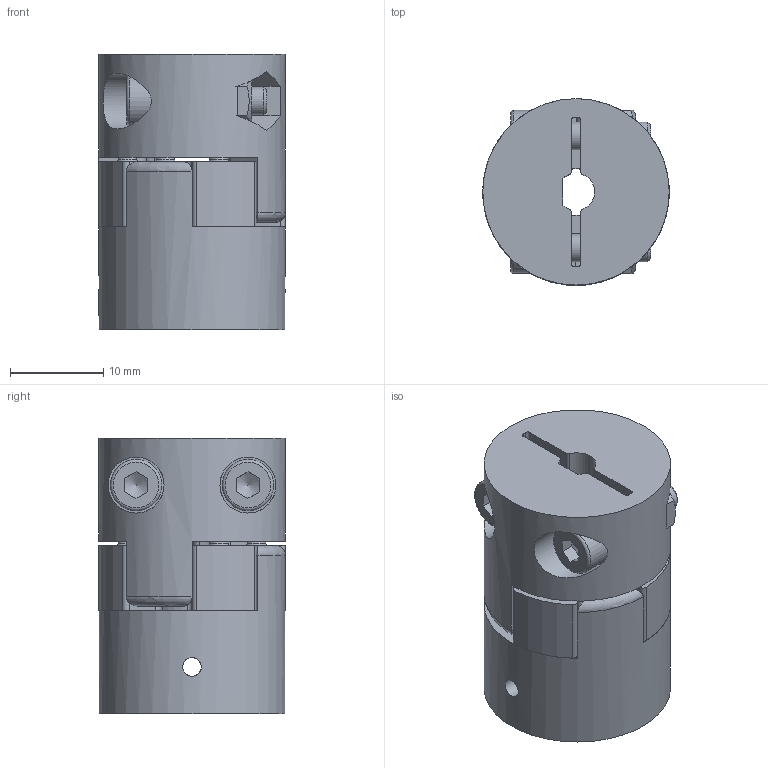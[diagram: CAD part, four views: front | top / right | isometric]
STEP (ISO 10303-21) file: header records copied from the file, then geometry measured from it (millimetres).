
FILE_DESCRIPTION(/* description */ (''),/* implementation_level */ '2;1');
FILE_NAME(/* name */ 'Spojka motora MRP-02-00.stp',/* time_stamp */ '2022-09-18T22:18:36+02:00',/* author */ ('Luka'),/* organization */ (''),/* preprocessor_version */ 'ST-DEVELOPER v18',/* originating_system */ 'Autodesk Inventor 2020',/* authorisation */ '');
FILE_SCHEMA (('AUTOMOTIVE_DESIGN { 1 0 10303 214 3 1 1 }'));
Length unit declared in the file: millimetre
Products named in the file (6): Spojka_kanđa; Spojka motora_4; Spojka motora_8_rev2; Kriz; DIN 555-5 - M3; DIN 912 - M3 x 12
Assembly tree (7 placements, depth 2):
  Spojka_kanđa
    Spojka motora_4
    Spojka motora_8_rev2
    Kriz
    DIN 555-5 - M3  x2
    DIN 912 - M3 x 12  x2
Bounding box: 20 x 20 x 29.5 mm (x, y, z)
Volume: 7959.4 mm3; surface area: 5778 mm2
Topology: 7 solids, 7 shells, 200 faces, 523 edges, 343 vertices
Faces by surface type: plane 87, cylinder 73, torus 16, cone 12, bspline 8, sphere 4
Full cylindrical faces by diameter (mm): 2 x2, 2.459 x2, 3 x2, 3.4 x4, 5 x1, 5.5 x2, 6 x2, 8 x1, 20 x2
Entity records: 6283 total; most frequent: CARTESIAN_POINT 1719, DIRECTION 939, ORIENTED_EDGE 898, EDGE_CURVE 449, AXIS2_PLACEMENT_3D 370, VERTEX_POINT 293, LINE 199, VECTOR 199
